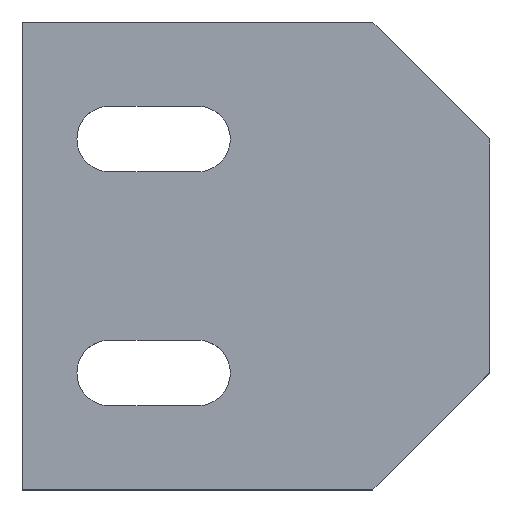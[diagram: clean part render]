
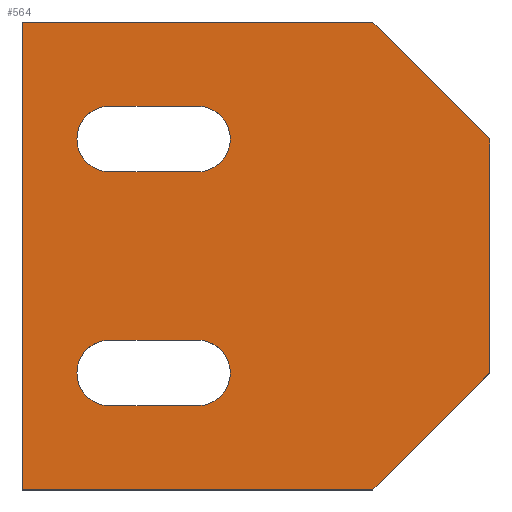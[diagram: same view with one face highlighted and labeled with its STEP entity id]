
A CAD part, top view. The second image highlights one B-rep face of the part: STEP entity #564.
In plain terms, the highlighted planar face has unit normal (0, 0, 1).
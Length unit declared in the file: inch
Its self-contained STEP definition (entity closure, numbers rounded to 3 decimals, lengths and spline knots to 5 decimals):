
#76=CARTESIAN_POINT('',(2.0,-0.5,0.188));
#77=VERTEX_POINT('',#76);
#78=CARTESIAN_POINT('',(1.5,-1.0,0.188));
#79=VERTEX_POINT('',#78);
#80=CARTESIAN_POINT('',(2.0,-0.5,0.188));
#81=DIRECTION('',(-0.707,-0.707,0.));
#82=VECTOR('',#81,0.70711);
#83=LINE('',#80,#82);
#84=EDGE_CURVE('',#77,#79,#83,.T.);
#125=CARTESIAN_POINT('',(2.0,0.5,0.188));
#126=VERTEX_POINT('',#125);
#133=CARTESIAN_POINT('',(2.0,0.5,0.188));
#134=DIRECTION('',(0.0,-1.0,0.0));
#135=VECTOR('',#134,1.0);
#136=LINE('',#133,#135);
#137=EDGE_CURVE('',#126,#77,#136,.T.);
#259=CARTESIAN_POINT('',(1.5,1.0,0.188));
#260=VERTEX_POINT('',#259);
#261=CARTESIAN_POINT('',(1.5,1.0,0.188));
#262=DIRECTION('',(0.707,-0.707,0.));
#263=VECTOR('',#262,0.70711);
#264=LINE('',#261,#263);
#265=EDGE_CURVE('',#260,#126,#264,.T.);
#283=CARTESIAN_POINT('',(0.75,-0.3595,0.188));
#284=VERTEX_POINT('',#283);
#285=CARTESIAN_POINT('',(0.75,-0.6405,0.188));
#286=VERTEX_POINT('',#285);
#287=CARTESIAN_POINT('',(0.75,-0.5,0.188));
#288=DIRECTION('',(0.0,0.0,-1.0));
#289=DIRECTION('',(0.0,-1.0,0.0));
#290=AXIS2_PLACEMENT_3D('',#287,#288,#289);
#291=CIRCLE('',#290,0.1405);
#292=EDGE_CURVE('',#284,#286,#291,.T.);
#315=CARTESIAN_POINT('',(0.375,-0.6405,0.188));
#316=VERTEX_POINT('',#315);
#317=CARTESIAN_POINT('',(0.75,-0.6405,0.188));
#318=DIRECTION('',(-1.0,0.0,0.0));
#319=VECTOR('',#318,0.375);
#320=LINE('',#317,#319);
#321=EDGE_CURVE('',#286,#316,#320,.T.);
#339=CARTESIAN_POINT('',(0.375,-0.3595,0.188));
#340=VERTEX_POINT('',#339);
#341=CARTESIAN_POINT('',(0.375,-0.5,0.188));
#342=DIRECTION('',(0.0,0.0,-1.0));
#343=DIRECTION('',(0.0,-1.0,0.0));
#344=AXIS2_PLACEMENT_3D('',#341,#342,#343);
#345=CIRCLE('',#344,0.1405);
#346=EDGE_CURVE('',#316,#340,#345,.T.);
#364=CARTESIAN_POINT('',(0.375,-0.3595,0.188));
#365=DIRECTION('',(1.0,0.0,0.0));
#366=VECTOR('',#365,0.375);
#367=LINE('',#364,#366);
#368=EDGE_CURVE('',#340,#284,#367,.T.);
#381=CARTESIAN_POINT('',(0.75,0.6405,0.188));
#382=VERTEX_POINT('',#381);
#383=CARTESIAN_POINT('',(0.75,0.3595,0.188));
#384=VERTEX_POINT('',#383);
#385=CARTESIAN_POINT('',(0.75,0.5,0.188));
#386=DIRECTION('',(0.0,0.0,-1.0));
#387=DIRECTION('',(0.0,-1.0,0.0));
#388=AXIS2_PLACEMENT_3D('',#385,#386,#387);
#389=CIRCLE('',#388,0.1405);
#390=EDGE_CURVE('',#382,#384,#389,.T.);
#413=CARTESIAN_POINT('',(0.375,0.3595,0.188));
#414=VERTEX_POINT('',#413);
#415=CARTESIAN_POINT('',(0.75,0.3595,0.188));
#416=DIRECTION('',(-1.0,0.0,0.0));
#417=VECTOR('',#416,0.375);
#418=LINE('',#415,#417);
#419=EDGE_CURVE('',#384,#414,#418,.T.);
#437=CARTESIAN_POINT('',(0.375,0.6405,0.188));
#438=VERTEX_POINT('',#437);
#439=CARTESIAN_POINT('',(0.375,0.5,0.188));
#440=DIRECTION('',(0.0,0.0,-1.0));
#441=DIRECTION('',(0.0,-1.0,0.0));
#442=AXIS2_PLACEMENT_3D('',#439,#440,#441);
#443=CIRCLE('',#442,0.1405);
#444=EDGE_CURVE('',#414,#438,#443,.T.);
#462=CARTESIAN_POINT('',(0.375,0.6405,0.188));
#463=DIRECTION('',(1.0,0.0,0.0));
#464=VECTOR('',#463,0.375);
#465=LINE('',#462,#464);
#466=EDGE_CURVE('',#438,#382,#465,.T.);
#481=CARTESIAN_POINT('',(0.,1.0,0.188));
#482=VERTEX_POINT('',#481);
#489=CARTESIAN_POINT('',(0.0,1.0,0.188));
#490=DIRECTION('',(1.0,0.0,0.0));
#491=VECTOR('',#490,1.5);
#492=LINE('',#489,#491);
#493=EDGE_CURVE('',#482,#260,#492,.T.);
#504=CARTESIAN_POINT('',(0.,-1.0,0.188));
#505=VERTEX_POINT('',#504);
#506=CARTESIAN_POINT('',(1.5,-1.0,0.188));
#507=DIRECTION('',(-1.0,0.0,0.0));
#508=VECTOR('',#507,1.5);
#509=LINE('',#506,#508);
#510=EDGE_CURVE('',#79,#505,#509,.T.);
#527=CARTESIAN_POINT('',(0.,-1.0,0.188));
#528=DIRECTION('',(0.0,1.0,0.0));
#529=VECTOR('',#528,2.0);
#530=LINE('',#527,#529);
#531=EDGE_CURVE('',#505,#482,#530,.T.);
#539=CARTESIAN_POINT('',(0.,1.0,0.188));
#540=DIRECTION('',(0.0,0.0,-1.0));
#541=DIRECTION('',(0.0,1.0,0.0));
#542=AXIS2_PLACEMENT_3D('',#539,#540,#541);
#543=PLANE('',#542);
#544=ORIENTED_EDGE('',*,*,#84,.F.);
#545=ORIENTED_EDGE('',*,*,#137,.F.);
#546=ORIENTED_EDGE('',*,*,#265,.F.);
#547=ORIENTED_EDGE('',*,*,#493,.F.);
#548=ORIENTED_EDGE('',*,*,#531,.F.);
#549=ORIENTED_EDGE('',*,*,#510,.F.);
#550=EDGE_LOOP('',(#544,#545,#546,#547,#548,#549));
#551=FACE_OUTER_BOUND('',#550,.T.);
#552=ORIENTED_EDGE('',*,*,#346,.T.);
#553=ORIENTED_EDGE('',*,*,#368,.T.);
#554=ORIENTED_EDGE('',*,*,#292,.T.);
#555=ORIENTED_EDGE('',*,*,#321,.T.);
#556=EDGE_LOOP('',(#552,#553,#554,#555));
#557=FACE_BOUND('',#556,.T.);
#558=ORIENTED_EDGE('',*,*,#444,.T.);
#559=ORIENTED_EDGE('',*,*,#466,.T.);
#560=ORIENTED_EDGE('',*,*,#390,.T.);
#561=ORIENTED_EDGE('',*,*,#419,.T.);
#562=EDGE_LOOP('',(#558,#559,#560,#561));
#563=FACE_BOUND('',#562,.T.);
#564=ADVANCED_FACE('',(#551,#557,#563),#543,.F.);
